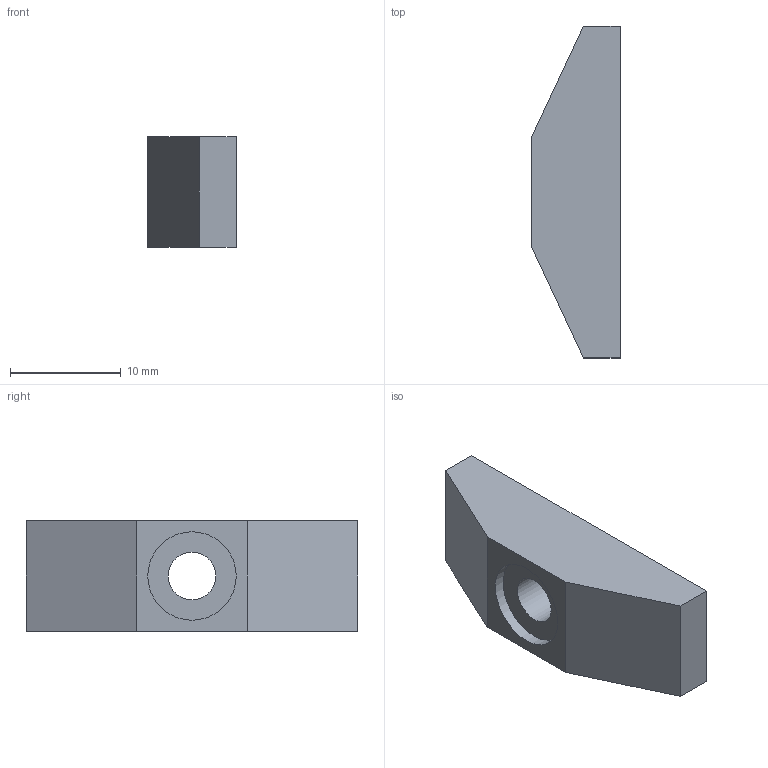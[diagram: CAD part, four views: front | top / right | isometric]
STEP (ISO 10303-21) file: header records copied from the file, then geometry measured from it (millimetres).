
FILE_DESCRIPTION(/* description */ ('STEP AP242','CAx-IF Rec.Pracs.---Representation and Presentation of Product Manufacturing Information (PMI)---4.0---2014-10-13','CAx-IF Rec.Pracs.---3D Tessellated Geometry---0.4---2014-09-14','2;1'),/* implementation_level */ '2;1');
FILE_NAME(/* name */ '6514968bd220b77060f5f018',/* time_stamp */ '2023-09-27T20:54:36Z',/* author */ (''),/* organization */ (''),/* preprocessor_version */ 'ST-DEVELOPER v19.4',/* originating_system */ ' ',/* authorisation */ ' ');
FILE_SCHEMA (('AP242_MANAGED_MODEL_BASED_3D_ENGINEERING_MIM_LF { 1 0 10303 442 1 1 4 }'));
Length unit declared in the file: metre
Products named in the file (1): Part 1
Bounding box: 8 x 30 x 10 mm (x, y, z)
Volume: 1781.8 mm3; surface area: 1164.8 mm2
Topology: 1 solids, 1 shells, 11 faces, 24 edges, 16 vertices
Faces by surface type: plane 9, cylinder 2
Full cylindrical faces by diameter (mm): 4.3 x1, 8 x1
Entity records: 318 total; most frequent: DIRECTION 50, CARTESIAN_POINT 50, ORIENTED_EDGE 44, EDGE_CURVE 22, LINE 18, VECTOR 18, VERTEX_POINT 16, EDGE_LOOP 16
